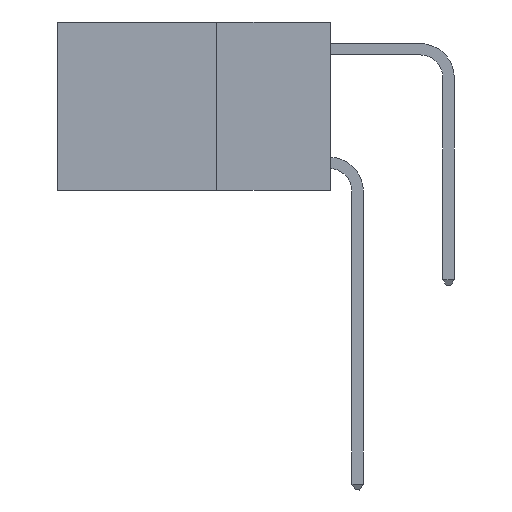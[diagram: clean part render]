
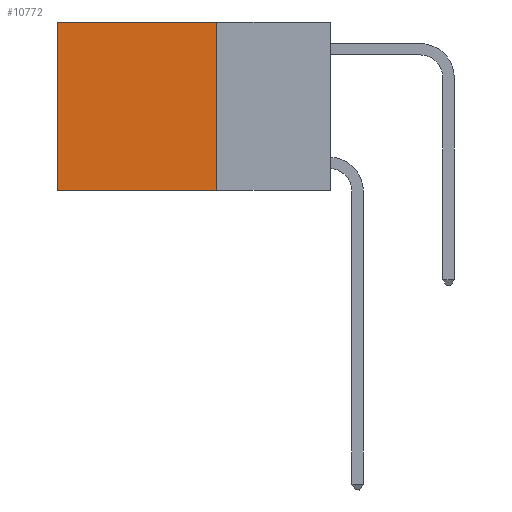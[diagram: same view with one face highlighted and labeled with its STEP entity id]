
A CAD part, left-side view. The second image highlights one B-rep face of the part: STEP entity #10772.
In plain terms, the highlighted planar face has unit normal (-1, 0, 0).
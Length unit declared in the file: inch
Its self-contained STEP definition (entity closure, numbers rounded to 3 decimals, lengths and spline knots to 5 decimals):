
#364 = DIRECTION ( 'NONE',  ( 0., 1., 0. ) ) ;
#1025 = VERTEX_POINT ( 'NONE', #16860 ) ;
#1381 = CARTESIAN_POINT ( 'NONE',  ( 0.2625, 0.6, 0. ) ) ;
#1456 = CARTESIAN_POINT ( 'NONE',  ( 0.2625, 0.25, -0.37 ) ) ;
#3973 = VERTEX_POINT ( 'NONE', #1456 ) ;
#5393 = CARTESIAN_POINT ( 'NONE',  ( 0.2625, 0.25, 0. ) ) ;
#7260 = FACE_OUTER_BOUND ( 'NONE', #16978, .T. ) ;
#7274 = VECTOR ( 'NONE', #19789, 39.37008 ) ;
#7279 = DIRECTION ( 'NONE',  ( 0., 0., -1. ) ) ;
#7660 = VERTEX_POINT ( 'NONE', #22661 ) ;
#7801 = ORIENTED_EDGE ( 'NONE', *, *, #22689, .T. ) ;
#9367 = CARTESIAN_POINT ( 'NONE',  ( 0.2625, 0.25, 0. ) ) ;
#9453 = EDGE_CURVE ( 'NONE', #1025, #3973, #23671, .T. ) ;
#10012 = PLANE ( 'NONE',  #17442 ) ;
#10772 = ADVANCED_FACE ( 'NONE', ( #7260 ), #10012, .F. ) ;
#10836 = LINE ( 'NONE', #5393, #7274 ) ;
#12094 = DIRECTION ( 'NONE',  ( 0., 0., -1. ) ) ;
#12858 = CARTESIAN_POINT ( 'NONE',  ( 0.2625, 0.25, -0.37 ) ) ;
#14455 = VERTEX_POINT ( 'NONE', #26554 ) ;
#14832 = EDGE_CURVE ( 'NONE', #1025, #7660, #10836, .T. ) ;
#15554 = LINE ( 'NONE', #1381, #26353 ) ;
#16860 = CARTESIAN_POINT ( 'NONE',  ( 0.2625, 0.25, 0. ) ) ;
#16978 = EDGE_LOOP ( 'NONE', ( #7801, #21725, #25243, #22392 ) ) ;
#17442 = AXIS2_PLACEMENT_3D ( 'NONE', #26247, #24289, #12094 ) ;
#17608 = VECTOR ( 'NONE', #7279, 39.37008 ) ;
#19789 = DIRECTION ( 'NONE',  ( 0., 1., 0. ) ) ;
#21725 = ORIENTED_EDGE ( 'NONE', *, *, #25566, .F. ) ;
#21953 = DIRECTION ( 'NONE',  ( 0., 0., -1. ) ) ;
#22392 = ORIENTED_EDGE ( 'NONE', *, *, #14832, .T. ) ;
#22661 = CARTESIAN_POINT ( 'NONE',  ( 0.2625, 0.6, 0. ) ) ;
#22689 = EDGE_CURVE ( 'NONE', #7660, #14455, #15554, .T. ) ;
#23671 = LINE ( 'NONE', #9367, #17608 ) ;
#24289 = DIRECTION ( 'NONE',  ( 1., 0., 0. ) ) ;
#25222 = LINE ( 'NONE', #12858, #25863 ) ;
#25243 = ORIENTED_EDGE ( 'NONE', *, *, #9453, .F. ) ;
#25566 = EDGE_CURVE ( 'NONE', #3973, #14455, #25222, .T. ) ;
#25863 = VECTOR ( 'NONE', #364, 39.37008 ) ;
#26247 = CARTESIAN_POINT ( 'NONE',  ( 0.2625, 0.25, 0. ) ) ;
#26353 = VECTOR ( 'NONE', #21953, 39.37008 ) ;
#26554 = CARTESIAN_POINT ( 'NONE',  ( 0.2625, 0.6, -0.37 ) ) ;
